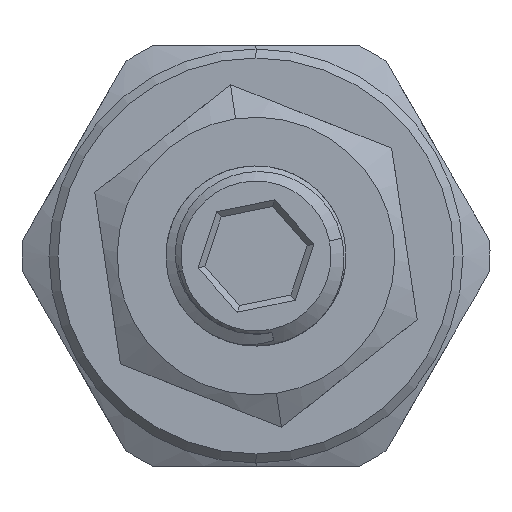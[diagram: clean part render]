
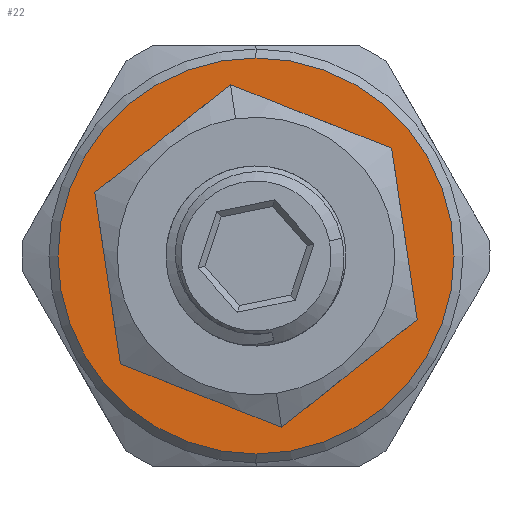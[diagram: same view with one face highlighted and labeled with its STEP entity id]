
A CAD part, left-side view. The second image highlights one B-rep face of the part: STEP entity #22.
In plain terms, the highlighted planar face has unit normal (-1, 0, 0).
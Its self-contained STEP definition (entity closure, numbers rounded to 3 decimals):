
#22 = ADVANCED_FACE ( 'NONE', ( #5994, #14217 ), #8146, .F. ) ;
#31 = CARTESIAN_POINT ( 'NONE',  ( -5.791, -2.791, 20.561 ) ) ;
#97 = CARTESIAN_POINT ( 'NONE',  ( -5.791, 0.258, 21.861 ) ) ;
#419 = EDGE_CURVE ( 'NONE', #4192, #9980, #15513, .T. ) ;
#1040 = EDGE_LOOP ( 'NONE', ( #16665, #11489, #20703, #20770 ) ) ;
#1400 = CIRCLE ( 'NONE', #1748, 6.6 ) ;
#1659 = CARTESIAN_POINT ( 'NONE',  ( -5.791, -2.526, 20.882 ) ) ;
#1723 = CARTESIAN_POINT ( 'NONE',  ( -5.791, 0.935, 21.689 ) ) ;
#1748 = AXIS2_PLACEMENT_3D ( 'NONE', #13398, #3568, #15050 ) ;
#2178 = AXIS2_PLACEMENT_3D ( 'NONE', #6499, #5821, #5754 ) ;
#2985 = EDGE_CURVE ( 'NONE', #9980, #6101, #9620, .T. ) ;
#3033 = CARTESIAN_POINT ( 'NONE',  ( -5.791, -3.348, 19.293 ) ) ;
#3251 = CARTESIAN_POINT ( 'NONE',  ( -5.791, -2.221, 21.168 ) ) ;
#3338 = CARTESIAN_POINT ( 'NONE',  ( -5.791, 1.426, 21.43 ) ) ;
#3352 = DIRECTION ( 'NONE',  ( -1., 0., 0. ) ) ;
#3568 = DIRECTION ( 'NONE',  ( -1., 0., 0. ) ) ;
#4192 = VERTEX_POINT ( 'NONE', #17055 ) ;
#4199 = DIRECTION ( 'NONE',  ( -1., 0., 0. ) ) ;
#4835 = CIRCLE ( 'NONE', #17250, 3. ) ;
#4914 = CARTESIAN_POINT ( 'NONE',  ( -5.791, -1.766, 21.492 ) ) ;
#4988 = CARTESIAN_POINT ( 'NONE',  ( -5.791, 1.766, 21.183 ) ) ;
#5754 = DIRECTION ( 'NONE',  ( 0., 0., -1. ) ) ;
#5805 = CARTESIAN_POINT ( 'NONE',  ( -5.791, -0.039, 18.773 ) ) ;
#5821 = DIRECTION ( 'NONE',  ( 1., 0., 0. ) ) ;
#5994 = FACE_OUTER_BOUND ( 'NONE', #8453, .T. ) ;
#6013 = ORIENTED_EDGE ( 'NONE', *, *, #18706, .T. ) ;
#6101 = VERTEX_POINT ( 'NONE', #9129 ) ;
#6499 = CARTESIAN_POINT ( 'NONE',  ( -5.791, 6.561, 18.773 ) ) ;
#6571 = CARTESIAN_POINT ( 'NONE',  ( -5.791, -0.988, 21.805 ) ) ;
#7471 = DIRECTION ( 'NONE',  ( 0., 0., 1. ) ) ;
#7727 = EDGE_CURVE ( 'NONE', #12504, #4192, #8662, .T. ) ;
#7975 = AXIS2_PLACEMENT_3D ( 'NONE', #5805, #17323, #7471 ) ;
#8058 = CARTESIAN_POINT ( 'NONE',  ( -5.791, -1.636, 16.191 ) ) ;
#8130 = CARTESIAN_POINT ( 'NONE',  ( -5.791, -1.482, 16.12 ) ) ;
#8146 = PLANE ( 'NONE',  #2178 ) ;
#8147 = CARTESIAN_POINT ( 'NONE',  ( -5.791, -3.2, 19.831 ) ) ;
#8230 = CARTESIAN_POINT ( 'NONE',  ( -5.791, -0.3, 21.893 ) ) ;
#8285 = CARTESIAN_POINT ( 'NONE',  ( -5.791, -1.322, 16.061 ) ) ;
#8348 = CARTESIAN_POINT ( 'NONE',  ( -5.791, -1.932, 16.36 ) ) ;
#8412 = CARTESIAN_POINT ( 'NONE',  ( -5.791, -2.074, 16.459 ) ) ;
#8453 = EDGE_LOOP ( 'NONE', ( #6013, #16252 ) ) ;
#8541 = CARTESIAN_POINT ( 'NONE',  ( -5.791, -2.337, 16.677 ) ) ;
#8597 = CARTESIAN_POINT ( 'NONE',  ( -5.791, -2.458, 16.796 ) ) ;
#8662 = CIRCLE ( 'NONE', #7975, 3. ) ;
#8672 = CARTESIAN_POINT ( 'NONE',  ( -5.791, -2.682, 17.053 ) ) ;
#9035 = CARTESIAN_POINT ( 'NONE',  ( -5.791, -2.966, 17.482 ) ) ;
#9048 = CARTESIAN_POINT ( 'NONE',  ( -5.791, -3.043, 17.633 ) ) ;
#9113 = CARTESIAN_POINT ( 'NONE',  ( -5.791, -3.175, 17.946 ) ) ;
#9129 = CARTESIAN_POINT ( 'NONE',  ( -5.791, 1.869, 21.089 ) ) ;
#9171 = CARTESIAN_POINT ( 'NONE',  ( -5.791, -3.229, 18.111 ) ) ;
#9191 = CARTESIAN_POINT ( 'NONE',  ( -5.791, -3.348, 18.609 ) ) ;
#9241 = CARTESIAN_POINT ( 'NONE',  ( -5.791, -3.374, 18.95 ) ) ;
#9257 = CARTESIAN_POINT ( 'NONE',  ( -5.791, -3.348, 19.293 ) ) ;
#9620 = B_SPLINE_CURVE_WITH_KNOTS ( 'NONE', 3,
 ( #3033, #14688, #8147, #19657, #9806, #31, #11459, #1659, #13100, #3251, #14759, #4914, #16425, #6571, #18075, #8230, #19731, #9874, #97, #11529, #1723, #13170, #3338, #14829, #4988, #16503 ),
 .UNSPECIFIED., .F., .F.,
 ( 4, 2, 2, 2, 2, 2, 2, 2, 2, 2, 2, 2, 4 ),
 ( 0., 0.001, 0.001, 0.002, 0.002, 0.002, 0.003, 0.004, 0.005, 0.005, 0.006, 0.006, 0.007 ),
 .UNSPECIFIED. ) ;
#9806 = CARTESIAN_POINT ( 'NONE',  ( -5.791, -2.945, 20.328 ) ) ;
#9874 = CARTESIAN_POINT ( 'NONE',  ( -5.791, 0.12, 21.879 ) ) ;
#9980 = VERTEX_POINT ( 'NONE', #17119 ) ;
#11459 = CARTESIAN_POINT ( 'NONE',  ( -5.791, -2.707, 20.672 ) ) ;
#11489 = ORIENTED_EDGE ( 'NONE', *, *, #419, .F. ) ;
#11529 = CARTESIAN_POINT ( 'NONE',  ( -5.791, 0.666, 21.781 ) ) ;
#11687 = EDGE_CURVE ( 'NONE', #19512, #20240, #13378, .T. ) ;
#12504 = VERTEX_POINT ( 'NONE', #17729 ) ;
#12620 = CARTESIAN_POINT ( 'NONE',  ( -5.791, -2.785, 17.192 ) ) ;
#13100 = CARTESIAN_POINT ( 'NONE',  ( -5.791, -2.429, 20.981 ) ) ;
#13170 = CARTESIAN_POINT ( 'NONE',  ( -5.791, 1.307, 21.501 ) ) ;
#13184 = CARTESIAN_POINT ( 'NONE',  ( -5.791, -0.039, 18.773 ) ) ;
#13378 = CIRCLE ( 'NONE', #15692, 6.6 ) ;
#13398 = CARTESIAN_POINT ( 'NONE',  ( -5.791, -0.039, 18.773 ) ) ;
#14041 = CARTESIAN_POINT ( 'NONE',  ( -5.791, -0.039, 18.773 ) ) ;
#14217 = FACE_BOUND ( 'NONE', #1040, .T. ) ;
#14440 = CARTESIAN_POINT ( 'NONE',  ( -5.791, -0.039, 25.373 ) ) ;
#14688 = CARTESIAN_POINT ( 'NONE',  ( -5.791, -3.291, 19.568 ) ) ;
#14759 = CARTESIAN_POINT ( 'NONE',  ( -5.791, -2.11, 21.256 ) ) ;
#14829 = CARTESIAN_POINT ( 'NONE',  ( -5.791, 1.655, 21.271 ) ) ;
#14846 = DIRECTION ( 'NONE',  ( 0., 0., -1. ) ) ;
#15050 = DIRECTION ( 'NONE',  ( 0., 0., -1. ) ) ;
#15513 = B_SPLINE_CURVE_WITH_KNOTS ( 'NONE', 3,
 ( #8285, #8130, #8058, #8348, #8412, #8541, #8597, #8672, #12620, #9035, #9048, #9113, #9171, #9191, #9241, #9257 ),
 .UNSPECIFIED., .F., .F.,
 ( 4, 2, 2, 2, 2, 2, 2, 4 ),
 ( 0.003, 0.003, 0.004, 0.004, 0.005, 0.006, 0.006, 0.007 ),
 .UNSPECIFIED. ) ;
#15692 = AXIS2_PLACEMENT_3D ( 'NONE', #13184, #3352, #14846 ) ;
#15709 = DIRECTION ( 'NONE',  ( 0., 0., 1. ) ) ;
#16252 = ORIENTED_EDGE ( 'NONE', *, *, #11687, .T. ) ;
#16425 = CARTESIAN_POINT ( 'NONE',  ( -5.791, -1.519, 21.618 ) ) ;
#16503 = CARTESIAN_POINT ( 'NONE',  ( -5.791, 1.869, 21.089 ) ) ;
#16665 = ORIENTED_EDGE ( 'NONE', *, *, #2985, .F. ) ;
#17055 = CARTESIAN_POINT ( 'NONE',  ( -5.791, -1.322, 16.061 ) ) ;
#17119 = CARTESIAN_POINT ( 'NONE',  ( -5.791, -3.348, 19.293 ) ) ;
#17250 = AXIS2_PLACEMENT_3D ( 'NONE', #14041, #4199, #15709 ) ;
#17323 = DIRECTION ( 'NONE',  ( -1., 0., 0. ) ) ;
#17557 = EDGE_CURVE ( 'NONE', #6101, #12504, #4835, .T. ) ;
#17729 = CARTESIAN_POINT ( 'NONE',  ( -5.791, -0.039, 15.773 ) ) ;
#18075 = CARTESIAN_POINT ( 'NONE',  ( -5.791, -0.717, 21.862 ) ) ;
#18356 = CARTESIAN_POINT ( 'NONE',  ( -5.791, -0.039, 12.173 ) ) ;
#18706 = EDGE_CURVE ( 'NONE', #20240, #19512, #1400, .T. ) ;
#19512 = VERTEX_POINT ( 'NONE', #14440 ) ;
#19657 = CARTESIAN_POINT ( 'NONE',  ( -5.791, -3.015, 20.205 ) ) ;
#19731 = CARTESIAN_POINT ( 'NONE',  ( -5.791, -0.158, 21.895 ) ) ;
#20240 = VERTEX_POINT ( 'NONE', #18356 ) ;
#20703 = ORIENTED_EDGE ( 'NONE', *, *, #7727, .F. ) ;
#20770 = ORIENTED_EDGE ( 'NONE', *, *, #17557, .F. ) ;
